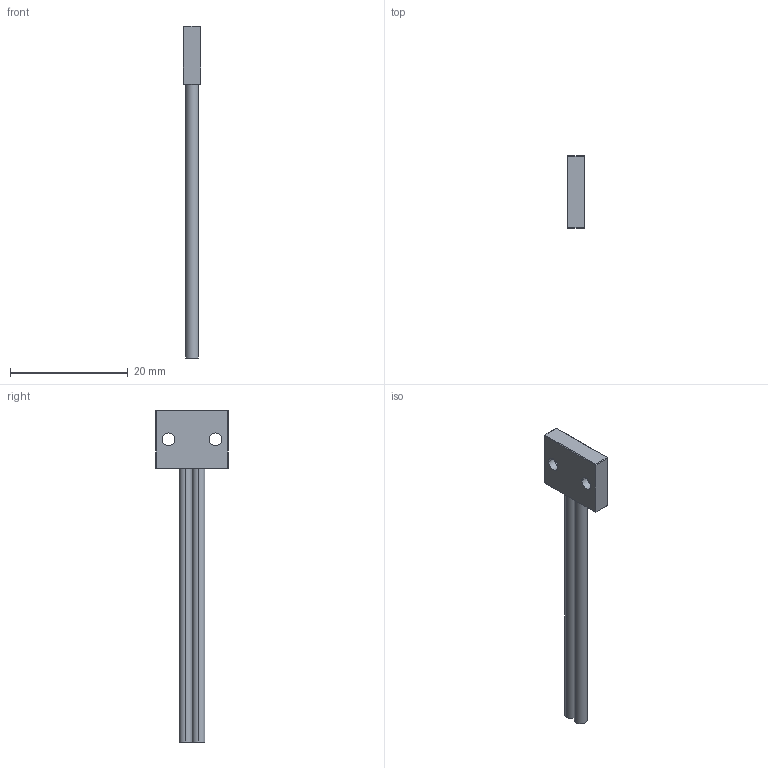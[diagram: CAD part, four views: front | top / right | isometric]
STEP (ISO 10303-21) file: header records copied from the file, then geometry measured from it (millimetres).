
FILE_DESCRIPTION (( 'STEP AP214' ), '1' );
FILE_NAME ('OPT2060.STEP', '2016-02-24T14:35:41', ( '' ), ( '' ), 'SwSTEP 2.0', 'SolidWorks 2014', '' );
FILE_SCHEMA (( 'AUTOMOTIVE_DESIGN' ));
Length unit declared in the file: inch
Products named in the file (1): OPT2060
Bounding box: 3 x 12.4 x 56.5 mm (x, y, z)
Volume: 659.7 mm3; surface area: 1088.4 mm2
Topology: 1 solids, 1 shells, 76 faces, 182 edges, 113 vertices
Faces by surface type: plane 45, cylinder 28, cone 3
Entity records: 2331 total; most frequent: CARTESIAN_POINT 506, DIRECTION 377, ORIENTED_EDGE 364, EDGE_CURVE 182, AXIS2_PLACEMENT_3D 136, VERTEX_POINT 113, VECTOR 105, LINE 105
